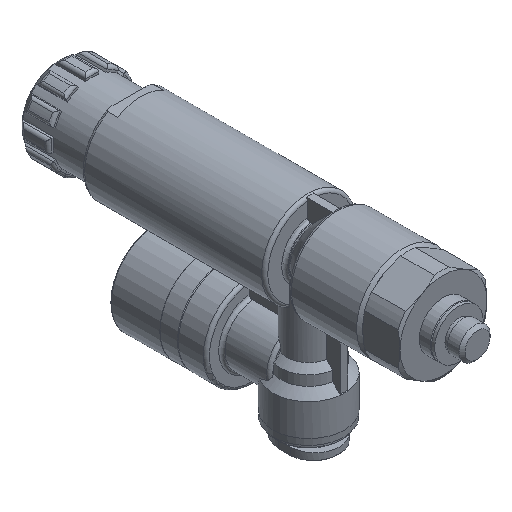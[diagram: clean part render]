
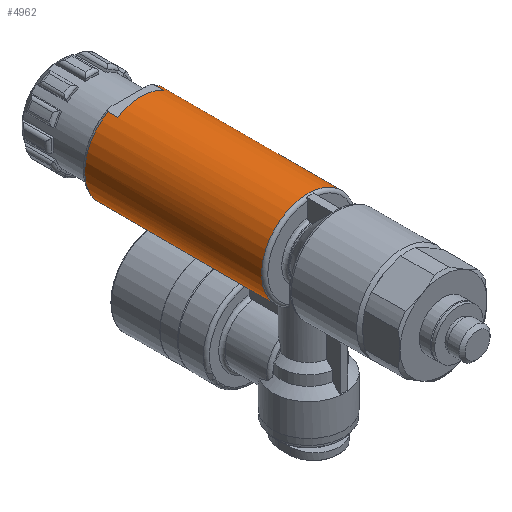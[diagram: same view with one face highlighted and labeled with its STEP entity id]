
A CAD part, isometric view. The second image highlights one B-rep face of the part: STEP entity #4962.
In plain terms, the highlighted cylindrical face has radius 7.5 mm (diameter 15 mm), a full revolution.
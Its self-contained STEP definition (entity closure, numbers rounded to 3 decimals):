
#169=B_SPLINE_CURVE_WITH_KNOTS('',3,(#6534,#6535,#6536,#6537,#6538),
 .UNSPECIFIED.,.F.,.F.,(4,1,4),(0.,0.003,
0.005),.UNSPECIFIED.);
#170=B_SPLINE_CURVE_WITH_KNOTS('',3,(#6543,#6544,#6545,#6546,#6547),
 .UNSPECIFIED.,.F.,.F.,(4,1,4),(0.006,0.009,
0.011),.UNSPECIFIED.);
#381=LINE('',#6521,#541);
#382=LINE('',#6525,#542);
#383=LINE('',#6529,#543);
#384=LINE('',#6533,#544);
#385=LINE('',#6549,#545);
#386=LINE('',#6553,#546);
#541=VECTOR('',#5578,1000.);
#542=VECTOR('',#5581,1000.);
#543=VECTOR('',#5584,1000.);
#544=VECTOR('',#5587,1000.);
#545=VECTOR('',#5590,1000.);
#546=VECTOR('',#5593,1000.);
#701=ORIENTED_EDGE('',*,*,#1799,.F.);
#702=ORIENTED_EDGE('',*,*,#1800,.F.);
#703=ORIENTED_EDGE('',*,*,#1801,.F.);
#704=ORIENTED_EDGE('',*,*,#1802,.F.);
#705=ORIENTED_EDGE('',*,*,#1803,.F.);
#706=ORIENTED_EDGE('',*,*,#1804,.F.);
#707=ORIENTED_EDGE('',*,*,#1805,.F.);
#708=ORIENTED_EDGE('',*,*,#1806,.F.);
#709=ORIENTED_EDGE('',*,*,#1807,.F.);
#710=ORIENTED_EDGE('',*,*,#1808,.T.);
#711=ORIENTED_EDGE('',*,*,#1809,.F.);
#712=ORIENTED_EDGE('',*,*,#1810,.T.);
#713=ORIENTED_EDGE('',*,*,#1811,.F.);
#714=ORIENTED_EDGE('',*,*,#1812,.F.);
#1799=EDGE_CURVE('',#2348,#2349,#2720,.T.);
#1800=EDGE_CURVE('',#2350,#2348,#381,.F.);
#1801=EDGE_CURVE('',#2351,#2350,#2721,.T.);
#1802=EDGE_CURVE('',#2352,#2351,#382,.T.);
#1803=EDGE_CURVE('',#2353,#2352,#2722,.T.);
#1804=EDGE_CURVE('',#2354,#2353,#383,.F.);
#1805=EDGE_CURVE('',#2355,#2354,#2723,.T.);
#1806=EDGE_CURVE('',#2349,#2355,#384,.T.);
#1807=EDGE_CURVE('',#2356,#2357,#169,.T.);
#1808=EDGE_CURVE('',#2356,#2358,#2724,.T.);
#1809=EDGE_CURVE('',#2359,#2358,#170,.T.);
#1810=EDGE_CURVE('',#2359,#2360,#385,.T.);
#1811=EDGE_CURVE('',#2361,#2360,#2725,.T.);
#1812=EDGE_CURVE('',#2357,#2361,#386,.T.);
#2348=VERTEX_POINT('',#6519);
#2349=VERTEX_POINT('',#6520);
#2350=VERTEX_POINT('',#6522);
#2351=VERTEX_POINT('',#6524);
#2352=VERTEX_POINT('',#6526);
#2353=VERTEX_POINT('',#6528);
#2354=VERTEX_POINT('',#6530);
#2355=VERTEX_POINT('',#6532);
#2356=VERTEX_POINT('',#6539);
#2357=VERTEX_POINT('',#6540);
#2358=VERTEX_POINT('',#6542);
#2359=VERTEX_POINT('',#6548);
#2360=VERTEX_POINT('',#6550);
#2361=VERTEX_POINT('',#6552);
#2720=CIRCLE('',#5182,7.5);
#2721=CIRCLE('',#5183,7.5);
#2722=CIRCLE('',#5184,7.5);
#2723=CIRCLE('',#5185,7.5);
#2724=CIRCLE('',#5186,7.5);
#2725=CIRCLE('',#5187,7.5);
#2897=EDGE_LOOP('',(#701,#702,#703,#704,#705,#706,#707,#708));
#2898=EDGE_LOOP('',(#709,#710,#711,#712,#713,#714));
#3146=FACE_BOUND('',#2897,.T.);
#3147=FACE_BOUND('',#2898,.T.);
#3395=CYLINDRICAL_SURFACE('',#5181,7.5);
#4962=ADVANCED_FACE('',(#3146,#3147),#3395,.T.);
#5181=AXIS2_PLACEMENT_3D('',#6517,#5574,#5575);
#5182=AXIS2_PLACEMENT_3D('',#6518,#5576,#5577);
#5183=AXIS2_PLACEMENT_3D('',#6523,#5579,#5580);
#5184=AXIS2_PLACEMENT_3D('',#6527,#5582,#5583);
#5185=AXIS2_PLACEMENT_3D('',#6531,#5585,#5586);
#5186=AXIS2_PLACEMENT_3D('',#6541,#5588,#5589);
#5187=AXIS2_PLACEMENT_3D('',#6551,#5591,#5592);
#5574=DIRECTION('',(0.,1.,0.));
#5575=DIRECTION('',(0.,0.,1.));
#5576=DIRECTION('',(0.,1.,0.));
#5577=DIRECTION('',(0.,0.,1.));
#5578=DIRECTION('',(0.,1.,0.));
#5579=DIRECTION('',(0.,1.,0.));
#5580=DIRECTION('',(0.,0.,1.));
#5581=DIRECTION('',(0.,1.,0.));
#5582=DIRECTION('',(0.,1.,0.));
#5583=DIRECTION('',(0.,0.,1.));
#5584=DIRECTION('',(0.,1.,0.));
#5585=DIRECTION('',(0.,1.,0.));
#5586=DIRECTION('',(0.,0.,1.));
#5587=DIRECTION('',(0.,1.,0.));
#5588=DIRECTION('',(0.,1.,0.));
#5589=DIRECTION('',(0.,0.,1.));
#5590=DIRECTION('',(0.,1.,0.));
#5591=DIRECTION('',(0.,-1.,0.));
#5592=DIRECTION('',(0.,0.,-1.));
#5593=DIRECTION('',(0.,1.,0.));
#6517=CARTESIAN_POINT('',(0.,64.4,0.));
#6518=CARTESIAN_POINT('',(0.,51.3,0.));
#6519=CARTESIAN_POINT('',(-3.742,51.3,6.5));
#6520=CARTESIAN_POINT('',(3.742,51.3,6.5));
#6521=CARTESIAN_POINT('',(-3.742,64.4,6.5));
#6522=CARTESIAN_POINT('',(-3.742,52.8,6.5));
#6523=CARTESIAN_POINT('',(0.,52.8,0.));
#6524=CARTESIAN_POINT('',(-3.742,52.8,-6.5));
#6525=CARTESIAN_POINT('',(-3.742,64.4,-6.5));
#6526=CARTESIAN_POINT('',(-3.742,51.3,-6.5));
#6527=CARTESIAN_POINT('',(0.,51.3,0.));
#6528=CARTESIAN_POINT('',(3.742,51.3,-6.5));
#6529=CARTESIAN_POINT('',(3.742,64.4,-6.5));
#6530=CARTESIAN_POINT('',(3.742,52.8,-6.5));
#6531=CARTESIAN_POINT('',(0.,52.8,0.));
#6532=CARTESIAN_POINT('',(3.742,52.8,6.5));
#6533=CARTESIAN_POINT('',(3.742,64.4,6.5));
#6534=CARTESIAN_POINT('',(-3.499,24.3,-6.634));
#6535=CARTESIAN_POINT('',(-3.475,25.117,-6.646));
#6536=CARTESIAN_POINT('',(-2.849,26.678,-7.009));
#6537=CARTESIAN_POINT('',(-1.396,27.51,-7.412));
#6538=CARTESIAN_POINT('',(-0.6,27.648,-7.476));
#6539=CARTESIAN_POINT('',(-3.499,24.3,-6.634));
#6540=CARTESIAN_POINT('',(-0.6,27.648,-7.476));
#6541=CARTESIAN_POINT('',(0.,24.3,0.));
#6542=CARTESIAN_POINT('',(3.499,24.3,-6.634));
#6543=CARTESIAN_POINT('',(0.6,27.648,-7.476));
#6544=CARTESIAN_POINT('',(1.397,27.51,-7.412));
#6545=CARTESIAN_POINT('',(2.852,26.678,-7.008));
#6546=CARTESIAN_POINT('',(3.475,25.107,-6.646));
#6547=CARTESIAN_POINT('',(3.499,24.3,-6.634));
#6548=CARTESIAN_POINT('',(0.6,27.648,-7.476));
#6549=CARTESIAN_POINT('',(0.6,64.4,-7.476));
#6550=CARTESIAN_POINT('',(0.6,33.2,-7.476));
#6551=CARTESIAN_POINT('',(0.,33.2,0.));
#6552=CARTESIAN_POINT('',(-0.6,33.2,-7.476));
#6553=CARTESIAN_POINT('',(-0.6,64.4,-7.476));
